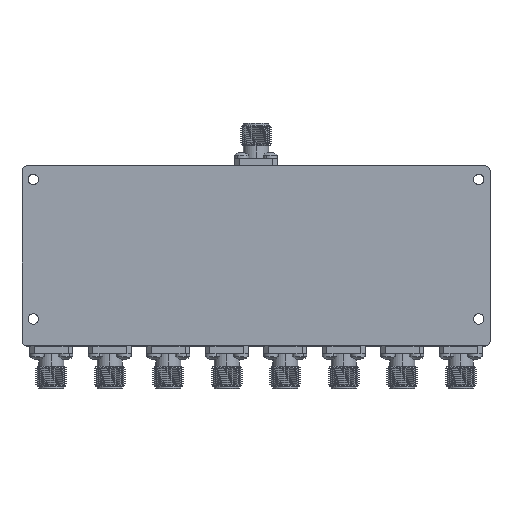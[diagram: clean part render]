
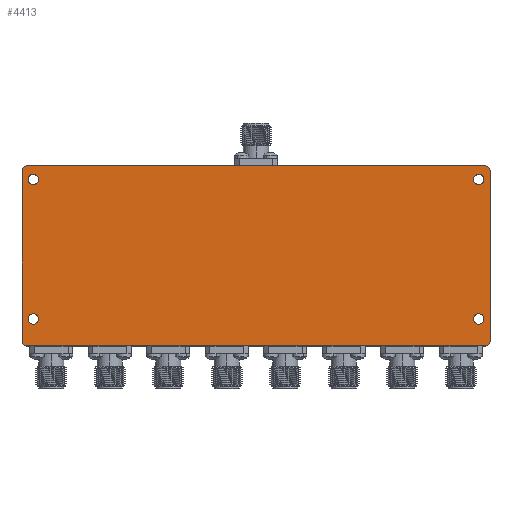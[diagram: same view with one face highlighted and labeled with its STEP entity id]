
A CAD part, top view. The second image highlights one B-rep face of the part: STEP entity #4413.
In plain terms, the highlighted planar face has unit normal (0, 0, 1).
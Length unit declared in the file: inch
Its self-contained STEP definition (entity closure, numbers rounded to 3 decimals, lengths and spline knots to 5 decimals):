
#890 = CARTESIAN_POINT ( 'NONE',  ( 0.80256, 0.24719, 0.19685 ) ) ;
#1316 = EDGE_LOOP ( 'NONE', ( #28451, #64438, #7779, #6263, #36183, #65654, #17620, #53865 ) ) ;
#1503 = CARTESIAN_POINT ( 'NONE',  ( -3.09508, 0.24719, 0.19685 ) ) ;
#1691 = CARTESIAN_POINT ( 'NONE',  ( -3.10886, 0.01097, 0.19685 ) ) ;
#2723 = AXIS2_PLACEMENT_3D ( 'NONE', #19032, #34078, #29292 ) ;
#4076 = AXIS2_PLACEMENT_3D ( 'NONE', #36104, #62799, #47757 ) ;
#4266 = CARTESIAN_POINT ( 'NONE',  ( -3.00453, 1.46766, 0.19685 ) ) ;
#4413 = ADVANCED_FACE ( 'NONE', ( #24662, #29773, #41710, #31126, #4444 ), #36229, .T. ) ;
#4444 = FACE_OUTER_BOUND ( 'NONE', #1316, .T. ) ;
#5910 = CARTESIAN_POINT ( 'NONE',  ( 0.84783, 0.24719, 0.19685 ) ) ;
#5996 = DIRECTION ( 'NONE',  ( 0., 1., 0. ) ) ;
#6263 = ORIENTED_EDGE ( 'NONE', *, *, #49139, .T. ) ;
#7212 = VERTEX_POINT ( 'NONE', #56281 ) ;
#7420 = EDGE_CURVE ( 'NONE', #23155, #63886, #26148, .T. ) ;
#7779 = ORIENTED_EDGE ( 'NONE', *, *, #7420, .T. ) ;
#8019 = VERTEX_POINT ( 'NONE', #4266 ) ;
#8358 = EDGE_CURVE ( 'NONE', #17872, #28474, #56698, .T. ) ;
#8525 = DIRECTION ( 'NONE',  ( 0., 0., 1. ) ) ;
#9090 = AXIS2_PLACEMENT_3D ( 'NONE', #61766, #34788, #66197 ) ;
#9499 = DIRECTION ( 'NONE',  ( 1., 0., 0. ) ) ;
#9753 = EDGE_CURVE ( 'NONE', #15673, #65544, #26407, .T. ) ;
#10529 = DIRECTION ( 'NONE',  ( 0., 0., 1. ) ) ;
#10574 = DIRECTION ( 'NONE',  ( 1., 0., 0. ) ) ;
#11155 = EDGE_CURVE ( 'NONE', #53457, #23155, #21193, .T. ) ;
#14518 = EDGE_CURVE ( 'NONE', #33896, #37963, #54276, .T. ) ;
#14745 = DIRECTION ( 'NONE',  ( 1., 0., 0. ) ) ;
#14850 = CARTESIAN_POINT ( 'NONE',  ( 0.89311, 1.46766, 0.19685 ) ) ;
#14965 = EDGE_CURVE ( 'NONE', #17367, #17872, #27699, .T. ) ;
#15601 = CIRCLE ( 'NONE', #65769, 0.04528 ) ;
#15673 = VERTEX_POINT ( 'NONE', #21038 ) ;
#16114 = AXIS2_PLACEMENT_3D ( 'NONE', #62965, #20891, #42126 ) ;
#16592 = CARTESIAN_POINT ( 'NONE',  ( -3.04981, 0.24719, 0.19685 ) ) ;
#17367 = VERTEX_POINT ( 'NONE', #40570 ) ;
#17620 = ORIENTED_EDGE ( 'NONE', *, *, #14965, .T. ) ;
#17872 = VERTEX_POINT ( 'NONE', #41166 ) ;
#18634 = VERTEX_POINT ( 'NONE', #61522 ) ;
#18849 = DIRECTION ( 'NONE',  ( 0., 0., 1. ) ) ;
#19032 = CARTESIAN_POINT ( 'NONE',  ( 0.84783, 1.46766, 0.19685 ) ) ;
#19093 = CARTESIAN_POINT ( 'NONE',  ( 0.90689, 0.01097, 0.19685 ) ) ;
#19243 = EDGE_CURVE ( 'NONE', #52096, #47872, #15601, .T. ) ;
#19391 = ORIENTED_EDGE ( 'NONE', *, *, #31574, .F. ) ;
#19614 = ORIENTED_EDGE ( 'NONE', *, *, #19243, .F. ) ;
#20096 = ORIENTED_EDGE ( 'NONE', *, *, #46143, .F. ) ;
#20891 = DIRECTION ( 'NONE',  ( 0., 0., 1. ) ) ;
#21038 = CARTESIAN_POINT ( 'NONE',  ( 0.90689, 1.58577, 0.19685 ) ) ;
#21193 = CIRCLE ( 'NONE', #27736, 0.03937 ) ;
#22703 = DIRECTION ( 'NONE',  ( 0., 0., 1. ) ) ;
#22912 = CARTESIAN_POINT ( 'NONE',  ( 0.84783, 0.24719, 0.19685 ) ) ;
#23125 = CARTESIAN_POINT ( 'NONE',  ( -3.00453, 0.24719, 0.19685 ) ) ;
#23155 = VERTEX_POINT ( 'NONE', #42339 ) ;
#23881 = EDGE_CURVE ( 'NONE', #28474, #53457, #34841, .T. ) ;
#23921 = ORIENTED_EDGE ( 'NONE', *, *, #49520, .F. ) ;
#24662 = FACE_BOUND ( 'NONE', #37374, .T. ) ;
#24774 = AXIS2_PLACEMENT_3D ( 'NONE', #16592, #37103, #57969 ) ;
#25219 = CARTESIAN_POINT ( 'NONE',  ( -3.04981, 0.24719, 0.19685 ) ) ;
#26148 = LINE ( 'NONE', #56921, #62073 ) ;
#26407 = LINE ( 'NONE', #52065, #40745 ) ;
#26773 = DIRECTION ( 'NONE',  ( -1., 0., 0. ) ) ;
#27699 = LINE ( 'NONE', #33166, #50991 ) ;
#27736 = AXIS2_PLACEMENT_3D ( 'NONE', #42763, #53052, #38294 ) ;
#28451 = ORIENTED_EDGE ( 'NONE', *, *, #23881, .T. ) ;
#28474 = VERTEX_POINT ( 'NONE', #1691 ) ;
#29292 = DIRECTION ( 'NONE',  ( 1., 0., 0. ) ) ;
#29353 = ORIENTED_EDGE ( 'NONE', *, *, #37224, .F. ) ;
#29773 = FACE_BOUND ( 'NONE', #38474, .T. ) ;
#31126 = FACE_BOUND ( 'NONE', #60493, .T. ) ;
#31270 = EDGE_CURVE ( 'NONE', #47872, #52096, #54865, .T. ) ;
#31574 = EDGE_CURVE ( 'NONE', #37963, #33896, #49408, .T. ) ;
#32759 = ORIENTED_EDGE ( 'NONE', *, *, #43003, .F. ) ;
#33166 = CARTESIAN_POINT ( 'NONE',  ( -3.14823, 1.58577, 0.19685 ) ) ;
#33614 = CIRCLE ( 'NONE', #4076, 0.04528 ) ;
#33651 = CARTESIAN_POINT ( 'NONE',  ( -3.10886, 1.58577, 0.19685 ) ) ;
#33896 = VERTEX_POINT ( 'NONE', #23125 ) ;
#33959 = CARTESIAN_POINT ( 'NONE',  ( -3.10886, 0.05034, 0.19685 ) ) ;
#34078 = DIRECTION ( 'NONE',  ( 0., 0., 1. ) ) ;
#34788 = DIRECTION ( 'NONE',  ( 0., 0., 1. ) ) ;
#34841 = LINE ( 'NONE', #44431, #45287 ) ;
#35362 = ORIENTED_EDGE ( 'NONE', *, *, #31270, .F. ) ;
#35627 = AXIS2_PLACEMENT_3D ( 'NONE', #66647, #18849, #39707 ) ;
#36104 = CARTESIAN_POINT ( 'NONE',  ( -3.04981, 1.46766, 0.19685 ) ) ;
#36183 = ORIENTED_EDGE ( 'NONE', *, *, #9753, .T. ) ;
#36229 = PLANE ( 'NONE',  #42965 ) ;
#37103 = DIRECTION ( 'NONE',  ( 0., 0., 1. ) ) ;
#37224 = EDGE_CURVE ( 'NONE', #48132, #18634, #48457, .T. ) ;
#37374 = EDGE_LOOP ( 'NONE', ( #32759, #23921 ) ) ;
#37963 = VERTEX_POINT ( 'NONE', #1503 ) ;
#38294 = DIRECTION ( 'NONE',  ( 1., 0., 0. ) ) ;
#38474 = EDGE_LOOP ( 'NONE', ( #29353, #20096 ) ) ;
#39707 = DIRECTION ( 'NONE',  ( 1., 0., 0. ) ) ;
#40570 = CARTESIAN_POINT ( 'NONE',  ( -3.14823, 1.5464, 0.19685 ) ) ;
#40745 = VECTOR ( 'NONE', #26773, 39.37008 ) ;
#41166 = CARTESIAN_POINT ( 'NONE',  ( -3.14823, 0.05034, 0.19685 ) ) ;
#41710 = FACE_BOUND ( 'NONE', #51769, .T. ) ;
#42126 = DIRECTION ( 'NONE',  ( 1., 0., 0. ) ) ;
#42339 = CARTESIAN_POINT ( 'NONE',  ( 0.94626, 0.05034, 0.19685 ) ) ;
#42386 = AXIS2_PLACEMENT_3D ( 'NONE', #44120, #46800, #10574 ) ;
#42496 = DIRECTION ( 'NONE',  ( 1., 0., 0. ) ) ;
#42763 = CARTESIAN_POINT ( 'NONE',  ( 0.90689, 0.05034, 0.19685 ) ) ;
#42965 = AXIS2_PLACEMENT_3D ( 'NONE', #51989, #61553, #14745 ) ;
#43003 = EDGE_CURVE ( 'NONE', #8019, #7212, #60781, .T. ) ;
#43389 = CIRCLE ( 'NONE', #16114, 0.03937 ) ;
#44120 = CARTESIAN_POINT ( 'NONE',  ( -3.10886, 1.5464, 0.19685 ) ) ;
#44431 = CARTESIAN_POINT ( 'NONE',  ( -3.14823, 0.01097, 0.19685 ) ) ;
#44995 = AXIS2_PLACEMENT_3D ( 'NONE', #5910, #46913, #42496 ) ;
#45287 = VECTOR ( 'NONE', #55699, 39.37008 ) ;
#46143 = EDGE_CURVE ( 'NONE', #18634, #48132, #55141, .T. ) ;
#46427 = ORIENTED_EDGE ( 'NONE', *, *, #14518, .F. ) ;
#46800 = DIRECTION ( 'NONE',  ( 0., 0., 1. ) ) ;
#46913 = DIRECTION ( 'NONE',  ( 0., 0., 1. ) ) ;
#47757 = DIRECTION ( 'NONE',  ( 1., 0., 0. ) ) ;
#47872 = VERTEX_POINT ( 'NONE', #890 ) ;
#48132 = VERTEX_POINT ( 'NONE', #14850 ) ;
#48457 = CIRCLE ( 'NONE', #9090, 0.04528 ) ;
#48917 = CIRCLE ( 'NONE', #42386, 0.03937 ) ;
#49139 = EDGE_CURVE ( 'NONE', #63886, #15673, #43389, .T. ) ;
#49408 = CIRCLE ( 'NONE', #51593, 0.04528 ) ;
#49520 = EDGE_CURVE ( 'NONE', #7212, #8019, #33614, .T. ) ;
#50991 = VECTOR ( 'NONE', #57895, 39.37008 ) ;
#51593 = AXIS2_PLACEMENT_3D ( 'NONE', #25219, #10529, #9499 ) ;
#51769 = EDGE_LOOP ( 'NONE', ( #19614, #35362 ) ) ;
#51989 = CARTESIAN_POINT ( 'NONE',  ( -0.79179, 0.46543, 0.19685 ) ) ;
#52065 = CARTESIAN_POINT ( 'NONE',  ( -3.14823, 1.58577, 0.19685 ) ) ;
#52096 = VERTEX_POINT ( 'NONE', #54405 ) ;
#52319 = AXIS2_PLACEMENT_3D ( 'NONE', #33959, #22703, #53828 ) ;
#53052 = DIRECTION ( 'NONE',  ( 0., 0., 1. ) ) ;
#53457 = VERTEX_POINT ( 'NONE', #19093 ) ;
#53828 = DIRECTION ( 'NONE',  ( 1., 0., 0. ) ) ;
#53865 = ORIENTED_EDGE ( 'NONE', *, *, #8358, .T. ) ;
#54276 = CIRCLE ( 'NONE', #24774, 0.04528 ) ;
#54405 = CARTESIAN_POINT ( 'NONE',  ( 0.89311, 0.24719, 0.19685 ) ) ;
#54865 = CIRCLE ( 'NONE', #44995, 0.04528 ) ;
#55141 = CIRCLE ( 'NONE', #2723, 0.04528 ) ;
#55699 = DIRECTION ( 'NONE',  ( 1., 0., 0. ) ) ;
#56281 = CARTESIAN_POINT ( 'NONE',  ( -3.09508, 1.46766, 0.19685 ) ) ;
#56698 = CIRCLE ( 'NONE', #52319, 0.03937 ) ;
#56921 = CARTESIAN_POINT ( 'NONE',  ( 0.94626, 1.58577, 0.19685 ) ) ;
#57895 = DIRECTION ( 'NONE',  ( 0., -1., 0. ) ) ;
#57969 = DIRECTION ( 'NONE',  ( 1., 0., 0. ) ) ;
#60493 = EDGE_LOOP ( 'NONE', ( #46427, #19391 ) ) ;
#60634 = EDGE_CURVE ( 'NONE', #65544, #17367, #48917, .T. ) ;
#60781 = CIRCLE ( 'NONE', #35627, 0.04528 ) ;
#61522 = CARTESIAN_POINT ( 'NONE',  ( 0.80256, 1.46766, 0.19685 ) ) ;
#61553 = DIRECTION ( 'NONE',  ( 0., 0., 1. ) ) ;
#61604 = CARTESIAN_POINT ( 'NONE',  ( 0.94626, 1.5464, 0.19685 ) ) ;
#61766 = CARTESIAN_POINT ( 'NONE',  ( 0.84783, 1.46766, 0.19685 ) ) ;
#62073 = VECTOR ( 'NONE', #5996, 39.37008 ) ;
#62799 = DIRECTION ( 'NONE',  ( 0., 0., 1. ) ) ;
#62965 = CARTESIAN_POINT ( 'NONE',  ( 0.90689, 1.5464, 0.19685 ) ) ;
#63886 = VERTEX_POINT ( 'NONE', #61604 ) ;
#64438 = ORIENTED_EDGE ( 'NONE', *, *, #11155, .T. ) ;
#65260 = DIRECTION ( 'NONE',  ( 1., 0., 0. ) ) ;
#65544 = VERTEX_POINT ( 'NONE', #33651 ) ;
#65654 = ORIENTED_EDGE ( 'NONE', *, *, #60634, .T. ) ;
#65769 = AXIS2_PLACEMENT_3D ( 'NONE', #22912, #8525, #65260 ) ;
#66197 = DIRECTION ( 'NONE',  ( 1., 0., 0. ) ) ;
#66647 = CARTESIAN_POINT ( 'NONE',  ( -3.04981, 1.46766, 0.19685 ) ) ;
